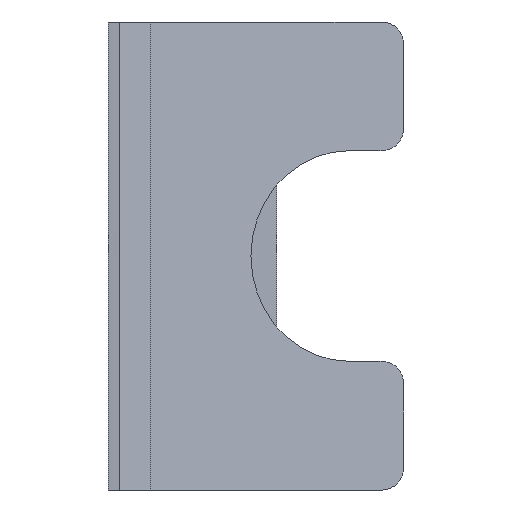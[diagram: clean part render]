
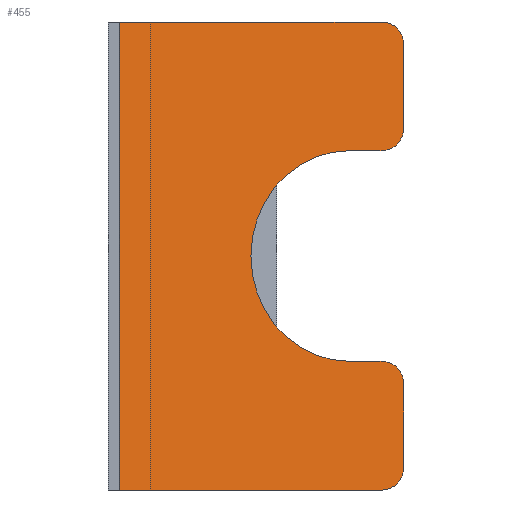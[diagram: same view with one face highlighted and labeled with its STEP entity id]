
A CAD part, left-side view. The second image highlights one B-rep face of the part: STEP entity #455.
In plain terms, the highlighted planar face has unit normal (-0.934, -0.357, 0).
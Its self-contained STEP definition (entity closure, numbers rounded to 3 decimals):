
#37=FACE_OUTER_BOUND($,#59,.T.);
#59=EDGE_LOOP($,(#350,#351,#352,#353,#354,#355,#356,#357,#358,#359,#360,
#361));
#80=CIRCLE($,#478,1.);
#81=CIRCLE($,#481,1.);
#82=CIRCLE($,#484,4.5);
#83=CIRCLE($,#487,1.);
#84=CIRCLE($,#490,1.);
#100=LINE($,#676,#149);
#103=LINE($,#684,#152);
#106=LINE($,#692,#155);
#109=LINE($,#700,#158);
#112=LINE($,#709,#161);
#116=LINE($,#716,#165);
#117=LINE($,#717,#166);
#149=VECTOR($,#540,3.5);
#152=VECTOR($,#549,1.5);
#155=VECTOR($,#558,1.5);
#158=VECTOR($,#567,3.5);
#161=VECTOR($,#576,20.);
#165=VECTOR($,#582,12.);
#166=VECTOR($,#583,12.);
#201=VERTEX_POINT($,#669);
#202=VERTEX_POINT($,#670);
#203=VERTEX_POINT($,#675);
#204=VERTEX_POINT($,#679);
#205=VERTEX_POINT($,#683);
#206=VERTEX_POINT($,#687);
#207=VERTEX_POINT($,#691);
#208=VERTEX_POINT($,#695);
#209=VERTEX_POINT($,#699);
#210=VERTEX_POINT($,#703);
#211=VERTEX_POINT($,#707);
#212=VERTEX_POINT($,#708);
#245=EDGE_CURVE($,#201,#202,#80,.T.);
#248=EDGE_CURVE($,#202,#203,#100,.T.);
#250=EDGE_CURVE($,#203,#204,#81,.T.);
#252=EDGE_CURVE($,#204,#205,#103,.T.);
#254=EDGE_CURVE($,#205,#206,#82,.T.);
#256=EDGE_CURVE($,#206,#207,#106,.T.);
#258=EDGE_CURVE($,#207,#208,#83,.T.);
#260=EDGE_CURVE($,#208,#209,#109,.T.);
#262=EDGE_CURVE($,#209,#210,#84,.T.);
#264=EDGE_CURVE($,#211,#212,#112,.T.);
#268=EDGE_CURVE($,#212,#201,#116,.T.);
#269=EDGE_CURVE($,#210,#211,#117,.T.);
#350=ORIENTED_EDGE($,*,*,#264,.T.);
#351=ORIENTED_EDGE($,*,*,#268,.T.);
#352=ORIENTED_EDGE($,*,*,#245,.T.);
#353=ORIENTED_EDGE($,*,*,#248,.T.);
#354=ORIENTED_EDGE($,*,*,#250,.T.);
#355=ORIENTED_EDGE($,*,*,#252,.T.);
#356=ORIENTED_EDGE($,*,*,#254,.T.);
#357=ORIENTED_EDGE($,*,*,#256,.T.);
#358=ORIENTED_EDGE($,*,*,#258,.T.);
#359=ORIENTED_EDGE($,*,*,#260,.T.);
#360=ORIENTED_EDGE($,*,*,#262,.T.);
#361=ORIENTED_EDGE($,*,*,#269,.T.);
#434=PLANE($,#492);
#455=ADVANCED_FACE($,(#37),#434,.T.);
#478=AXIS2_PLACEMENT_3D($,#671,#534,#535);
#481=AXIS2_PLACEMENT_3D($,#680,#544,#545);
#484=AXIS2_PLACEMENT_3D($,#688,#553,#554);
#487=AXIS2_PLACEMENT_3D($,#696,#562,#563);
#490=AXIS2_PLACEMENT_3D($,#704,#571,#572);
#492=AXIS2_PLACEMENT_3D($,#715,#580,#581);
#534=DIRECTION('center_axis',(-0.934,-0.358,0.));
#535=DIRECTION('ref_axis',(0.,0.,-1.));
#540=DIRECTION($,(0.,0.,1.));
#544=DIRECTION('center_axis',(-0.934,-0.358,0.));
#545=DIRECTION('ref_axis',(0.358,-0.934,0.));
#549=DIRECTION($,(-0.358,0.934,0.));
#553=DIRECTION('center_axis',(0.934,0.358,0.));
#554=DIRECTION('ref_axis',(0.,0.,-1.));
#558=DIRECTION($,(0.358,-0.934,0.));
#562=DIRECTION('center_axis',(-0.934,-0.358,0.));
#563=DIRECTION('ref_axis',(0.,0.,-1.));
#567=DIRECTION($,(0.,0.,1.));
#571=DIRECTION('center_axis',(-0.934,-0.358,0.));
#572=DIRECTION('ref_axis',(0.358,-0.934,0.));
#576=DIRECTION($,(0.,0.,-1.));
#580=DIRECTION('center_axis',(-0.934,-0.358,0.));
#581=DIRECTION('ref_axis',(0.,0.,1.));
#582=DIRECTION($,(0.358,-0.934,0.));
#583=DIRECTION($,(-0.358,0.934,0.));
#669=CARTESIAN_POINT('',(-2.46,-11.707,-10.));
#670=CARTESIAN_POINT('',(-2.102,-12.641,-9.));
#671=CARTESIAN_POINT('Origin',(-2.46,-11.707,-9.));
#675=CARTESIAN_POINT('',(-2.102,-12.641,-5.5));
#676=CARTESIAN_POINT($,(-2.102,-12.641,-9.));
#679=CARTESIAN_POINT('',(-2.46,-11.707,-4.5));
#680=CARTESIAN_POINT('Origin',(-2.46,-11.707,-5.5));
#683=CARTESIAN_POINT('',(-2.996,-10.306,-4.5));
#684=CARTESIAN_POINT($,(-2.46,-11.707,-4.5));
#687=CARTESIAN_POINT('',(-2.996,-10.306,4.5));
#688=CARTESIAN_POINT('Origin',(-2.996,-10.306,0.));
#691=CARTESIAN_POINT('',(-2.46,-11.707,4.5));
#692=CARTESIAN_POINT($,(-2.996,-10.306,4.5));
#695=CARTESIAN_POINT('',(-2.102,-12.641,5.5));
#696=CARTESIAN_POINT('Origin',(-2.46,-11.707,5.5));
#699=CARTESIAN_POINT('',(-2.102,-12.641,9.));
#700=CARTESIAN_POINT($,(-2.102,-12.641,5.5));
#703=CARTESIAN_POINT('',(-2.46,-11.707,10.));
#704=CARTESIAN_POINT('Origin',(-2.46,-11.707,9.));
#707=CARTESIAN_POINT('',(-6.75,-0.5,10.));
#708=CARTESIAN_POINT('',(-6.75,-0.5,-10.));
#709=CARTESIAN_POINT($,(-6.75,-0.5,0.));
#715=CARTESIAN_POINT('Origin',(-4.639,-6.014,0.));
#716=CARTESIAN_POINT($,(-6.75,-0.5,-10.));
#717=CARTESIAN_POINT($,(-2.46,-11.707,10.));
